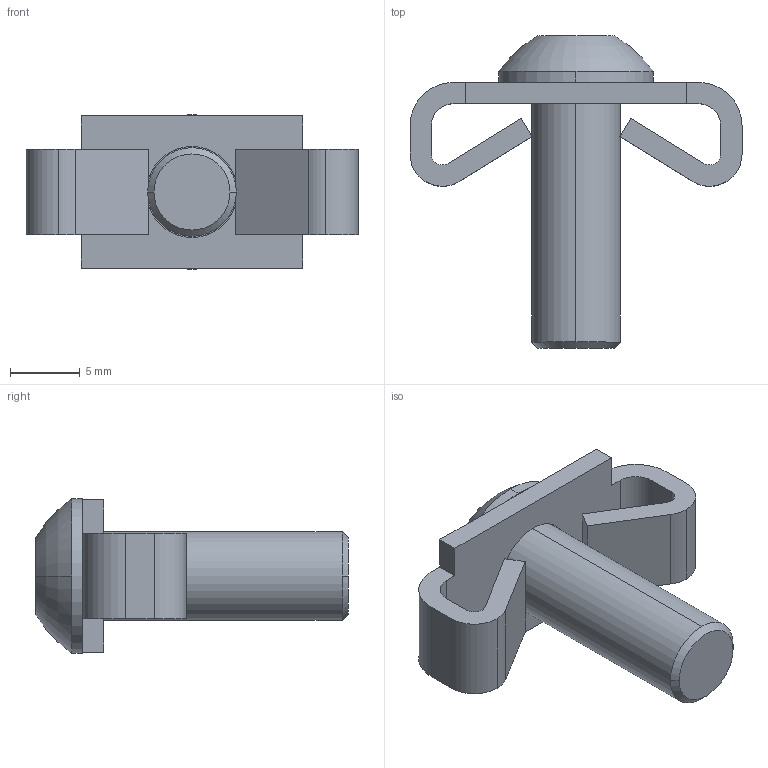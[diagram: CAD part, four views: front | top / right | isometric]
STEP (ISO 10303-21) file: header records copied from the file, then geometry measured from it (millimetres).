
FILE_DESCRIPTION (( 'STEP AP214' ), '1' );
FILE_NAME ('8020-3381-$PARTNUMBER.STEP', '2019-04-19T19:22:59', ( '' ), ( '' ), 'SwSTEP 2.0', 'SolidWorks 2019', '' );
FILE_SCHEMA (( 'AUTOMOTIVE_DESIGN' ));
Length unit declared in the file: inch
Products named in the file (3): 8020-3381-$PARTNUMBER; 8020-3381-$PARTNUMBER_3065; 8020-3381-$PARTNUMBER_3378
Assembly tree (2 placements, depth 2):
  8020-3381-$PARTNUMBER
    8020-3381-$PARTNUMBER_3378
    8020-3381-$PARTNUMBER_3065
Bounding box: 23.8 x 22.4 x 11.1 mm (x, y, z)
Volume: 1302.4 mm3; surface area: 1549.1 mm2
Topology: 2 solids, 2 shells, 54 faces, 144 edges, 96 vertices
Faces by surface type: plane 32, cylinder 18, cone 2, torus 2
Entity records: 2056 total; most frequent: DIRECTION 308, CARTESIAN_POINT 299, ORIENTED_EDGE 288, EDGE_CURVE 144, AXIS2_PLACEMENT_3D 105, VECTOR 98, LINE 98, VERTEX_POINT 96
